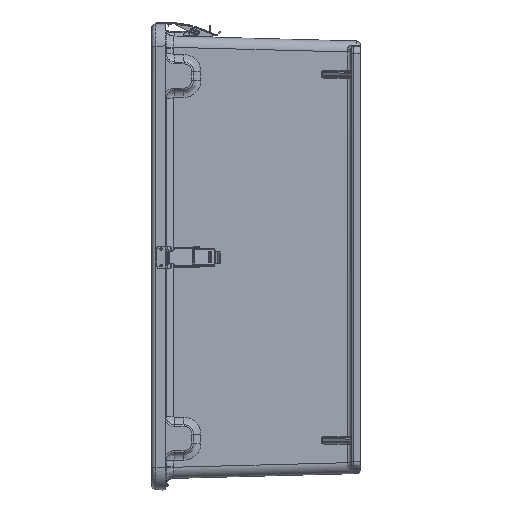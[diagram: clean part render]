
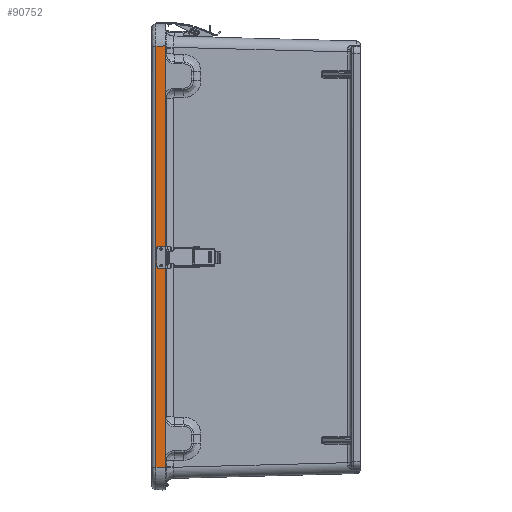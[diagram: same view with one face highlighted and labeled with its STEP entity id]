
A CAD part, left-side view. The second image highlights one B-rep face of the part: STEP entity #90752.
In plain terms, the highlighted planar face has unit normal (-1, 0.026, 0).
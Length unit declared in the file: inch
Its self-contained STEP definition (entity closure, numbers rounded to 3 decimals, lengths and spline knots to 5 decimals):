
#3398 = ORIENTED_EDGE ( 'NONE', *, *, #97745, .T. ) ;
#4639 = VECTOR ( 'NONE', #118986, 39.37008 ) ;
#5393 = CARTESIAN_POINT ( 'NONE',  ( -12.92537, 5.54691, 0.329 ) ) ;
#5685 = DIRECTION ( 'NONE',  ( 0.026, 1., 0. ) ) ;
#6573 = CARTESIAN_POINT ( 'NONE',  ( -12.92901, 5.40791, 0.468 ) ) ;
#10781 = CARTESIAN_POINT ( 'NONE',  ( -12.93407, 5.21491, -11.77743 ) ) ;
#15362 = FACE_OUTER_BOUND ( 'NONE', #61128, .T. ) ;
#16133 = CARTESIAN_POINT ( 'NONE',  ( -12.92901, 5.40791, 0.607 ) ) ;
#16489 = VERTEX_POINT ( 'NONE', #93473 ) ;
#17550 = VERTEX_POINT ( 'NONE', #84826 ) ;
#20299 = EDGE_CURVE ( 'NONE', #17550, #58659, #58026, .T. ) ;
#22237 = ORIENTED_EDGE ( 'NONE', *, *, #111009, .T. ) ;
#25867 = CARTESIAN_POINT ( 'NONE',  ( -12.92901, 5.40791, 0.468 ) ) ;
#31258 =( BOUNDED_CURVE ( )  B_SPLINE_CURVE ( 3, ( #121616, #46305, #44677, #64129, #120377, #83640, #64948 ),
 .UNSPECIFIED., .T., .F. ) 
 B_SPLINE_CURVE_WITH_KNOTS ( ( 4, 3, 4 ),
 ( 0., 3.14159, 6.28319 ),
 .UNSPECIFIED. ) 
 CURVE ( )  GEOMETRIC_REPRESENTATION_ITEM ( )  RATIONAL_B_SPLINE_CURVE ( ( 1., 0.333, 0.333, 1., 0.333, 0.333, 1. ) ) 
 REPRESENTATION_ITEM ( '' )  );
#31831 = CARTESIAN_POINT ( 'NONE',  ( -12.91949, 5.77145, -6.49675 ) ) ;
#32738 = VECTOR ( 'NONE', #109165, 39.37008 ) ;
#41592 = VERTEX_POINT ( 'NONE', #10781 ) ;
#43413 = PLANE ( 'NONE',  #66015 ) ;
#44677 = CARTESIAN_POINT ( 'NONE',  ( -12.92537, 5.54691, -0.6085 ) ) ;
#46305 = CARTESIAN_POINT ( 'NONE',  ( -12.92901, 5.40791, -0.6085 ) ) ;
#52092 = DIRECTION ( 'NONE',  ( -1., 0.026, 0. ) ) ;
#52506 = CARTESIAN_POINT ( 'NONE',  ( -12.93407, 5.21491, -13.027 ) ) ;
#56853 = FACE_BOUND ( 'NONE', #79537, .T. ) ;
#58026 = LINE ( 'NONE', #108717, #4639 ) ;
#58659 = VERTEX_POINT ( 'NONE', #98417 ) ;
#61128 = EDGE_LOOP ( 'NONE', ( #120962, #109958, #80907, #68155 ) ) ;
#62951 = CARTESIAN_POINT ( 'NONE',  ( -12.92537, 5.54691, 0.607 ) ) ;
#64129 = CARTESIAN_POINT ( 'NONE',  ( -12.92537, 5.54691, -0.4695 ) ) ;
#64264 = DIRECTION ( 'NONE',  ( 0.026, 0.999, 0.026 ) ) ;
#64948 = CARTESIAN_POINT ( 'NONE',  ( -12.92901, 5.40791, -0.4695 ) ) ;
#65082 = CARTESIAN_POINT ( 'NONE',  ( -12.90506, 6.32267, -11.74842 ) ) ;
#66015 = AXIS2_PLACEMENT_3D ( 'NONE', #90228, #52092, #5685 ) ;
#68155 = ORIENTED_EDGE ( 'NONE', *, *, #79847, .F. ) ;
#71628 = CARTESIAN_POINT ( 'NONE',  ( -12.92901, 5.40791, 0.468 ) ) ;
#75540 = LINE ( 'NONE', #31831, #32738 ) ;
#76744 = CARTESIAN_POINT ( 'NONE',  ( -12.92901, 5.40791, -0.4695 ) ) ;
#79537 = EDGE_LOOP ( 'NONE', ( #3398 ) ) ;
#79847 = EDGE_CURVE ( 'NONE', #41592, #16489, #87868, .T. ) ;
#80907 = ORIENTED_EDGE ( 'NONE', *, *, #122066, .F. ) ;
#83640 = CARTESIAN_POINT ( 'NONE',  ( -12.92901, 5.40791, -0.3305 ) ) ;
#84826 = CARTESIAN_POINT ( 'NONE',  ( -12.93407, 5.21491, 11.84442 ) ) ;
#87868 = LINE ( 'NONE', #65082, #120248 ) ;
#90228 = CARTESIAN_POINT ( 'NONE',  ( -12.91312, 6.01463, -13.027 ) ) ;
#90689 = EDGE_CURVE ( 'NONE', #41592, #17550, #119063, .T. ) ;
#90752 = ADVANCED_FACE ( 'NONE', ( #107286, #56853, #15362 ), #43413, .T. ) ;
#91132 = CARTESIAN_POINT ( 'NONE',  ( -12.92537, 5.54691, 0.468 ) ) ;
#92032 =( BOUNDED_CURVE ( )  B_SPLINE_CURVE ( 3, ( #6573, #110991, #5393, #91132, #62951, #16133, #71628 ),
 .UNSPECIFIED., .T., .F. ) 
 B_SPLINE_CURVE_WITH_KNOTS ( ( 4, 3, 4 ),
 ( 0., 3.14159, 6.28319 ),
 .UNSPECIFIED. ) 
 CURVE ( )  GEOMETRIC_REPRESENTATION_ITEM ( )  RATIONAL_B_SPLINE_CURVE ( ( 1., 0.333, 0.333, 1., 0.333, 0.333, 1. ) ) 
 REPRESENTATION_ITEM ( '' )  );
#93473 = CARTESIAN_POINT ( 'NONE',  ( -12.91949, 5.77145, -11.76286 ) ) ;
#97745 = EDGE_CURVE ( 'NONE', #111858, #111858, #92032, .T. ) ;
#98417 = CARTESIAN_POINT ( 'NONE',  ( -12.91949, 5.77145, 11.82985 ) ) ;
#107286 = FACE_BOUND ( 'NONE', #117046, .T. ) ;
#108717 = CARTESIAN_POINT ( 'NONE',  ( -12.93407, 5.21491, 11.84442 ) ) ;
#108925 = VERTEX_POINT ( 'NONE', #76744 ) ;
#109165 = DIRECTION ( 'NONE',  ( 0., 0., 1. ) ) ;
#109958 = ORIENTED_EDGE ( 'NONE', *, *, #20299, .T. ) ;
#110991 = CARTESIAN_POINT ( 'NONE',  ( -12.92901, 5.40791, 0.329 ) ) ;
#111009 = EDGE_CURVE ( 'NONE', #108925, #108925, #31258, .T. ) ;
#111728 = VECTOR ( 'NONE', #119917, 39.37008 ) ;
#111858 = VERTEX_POINT ( 'NONE', #25867 ) ;
#117046 = EDGE_LOOP ( 'NONE', ( #22237 ) ) ;
#118986 = DIRECTION ( 'NONE',  ( 0.026, 0.999, -0.026 ) ) ;
#119063 = LINE ( 'NONE', #52506, #111728 ) ;
#119917 = DIRECTION ( 'NONE',  ( 0., 0., 1. ) ) ;
#120248 = VECTOR ( 'NONE', #64264, 39.37008 ) ;
#120377 = CARTESIAN_POINT ( 'NONE',  ( -12.92537, 5.54691, -0.3305 ) ) ;
#120962 = ORIENTED_EDGE ( 'NONE', *, *, #90689, .T. ) ;
#121616 = CARTESIAN_POINT ( 'NONE',  ( -12.92901, 5.40791, -0.4695 ) ) ;
#122066 = EDGE_CURVE ( 'NONE', #16489, #58659, #75540, .T. ) ;
